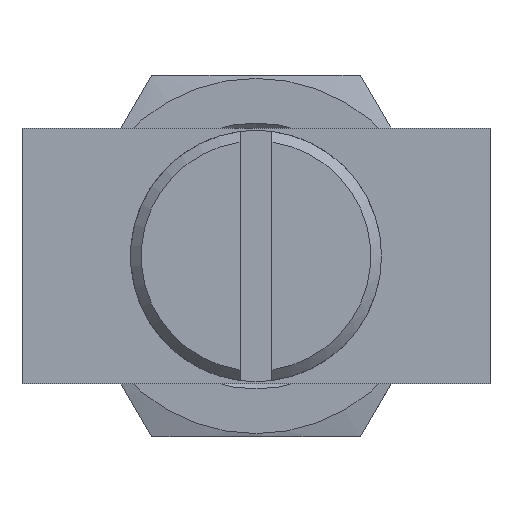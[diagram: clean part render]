
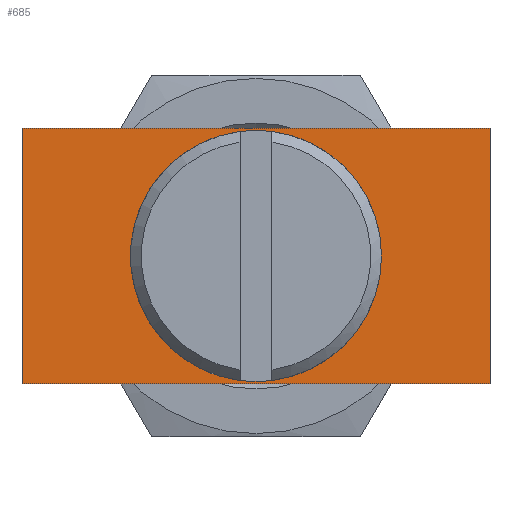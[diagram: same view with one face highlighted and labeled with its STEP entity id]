
A CAD part, front view. The second image highlights one B-rep face of the part: STEP entity #685.
In plain terms, the highlighted planar face has unit normal (0, -1, 0).
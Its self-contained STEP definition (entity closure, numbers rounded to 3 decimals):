
#51=LINE('',#1164,#79);
#53=LINE('',#1168,#81);
#54=LINE('',#1171,#82);
#55=LINE('',#1172,#83);
#79=VECTOR('',#934,22.);
#81=VECTOR('',#938,12.);
#82=VECTOR('',#941,22.);
#83=VECTOR('',#942,12.);
#112=FACE_BOUND('',#256,.T.);
#113=FACE_BOUND('',#257,.T.);
#154=PLANE('',#768);
#256=EDGE_LOOP('',(#586));
#257=EDGE_LOOP('',(#587,#588,#589,#590));
#309=CIRCLE('',#719,5.9);
#357=VERTEX_POINT('',#1081);
#382=VERTEX_POINT('',#1160);
#383=VERTEX_POINT('',#1162);
#384=VERTEX_POINT('',#1166);
#385=VERTEX_POINT('',#1170);
#424=EDGE_CURVE('',#357,#357,#309,.T.);
#457=EDGE_CURVE('',#382,#383,#51,.T.);
#459=EDGE_CURVE('',#384,#383,#53,.T.);
#460=EDGE_CURVE('',#384,#385,#54,.T.);
#461=EDGE_CURVE('',#385,#382,#55,.T.);
#586=ORIENTED_EDGE('',*,*,#424,.T.);
#587=ORIENTED_EDGE('',*,*,#460,.T.);
#588=ORIENTED_EDGE('',*,*,#461,.T.);
#589=ORIENTED_EDGE('',*,*,#457,.T.);
#590=ORIENTED_EDGE('',*,*,#459,.F.);
#685=ADVANCED_FACE('',(#112,#113),#154,.T.);
#719=AXIS2_PLACEMENT_3D('',#1082,#830,#831);
#768=AXIS2_PLACEMENT_3D('',#1169,#939,#940);
#830=DIRECTION('center_axis',(0.,1.,0.));
#831=DIRECTION('ref_axis',(1.,0.,0.));
#934=DIRECTION('',(1.,0.,0.));
#938=DIRECTION('',(0.,0.,-1.));
#939=DIRECTION('center_axis',(0.,-1.,0.));
#940=DIRECTION('ref_axis',(0.,0.,-1.));
#941=DIRECTION('',(-1.,0.,0.));
#942=DIRECTION('',(0.,0.,-1.));
#1081=CARTESIAN_POINT('',(5.9,-15.,0.));
#1082=CARTESIAN_POINT('Origin',(0.,-15.,0.));
#1160=CARTESIAN_POINT('',(-11.,-15.,-6.));
#1162=CARTESIAN_POINT('',(11.,-15.,-6.));
#1164=CARTESIAN_POINT('',(11.,-15.,-6.));
#1166=CARTESIAN_POINT('',(11.,-15.,6.));
#1168=CARTESIAN_POINT('',(11.,-15.,0.));
#1169=CARTESIAN_POINT('Origin',(11.,-15.,0.));
#1170=CARTESIAN_POINT('',(-11.,-15.,6.));
#1171=CARTESIAN_POINT('',(11.,-15.,6.));
#1172=CARTESIAN_POINT('',(-11.,-15.,0.));
